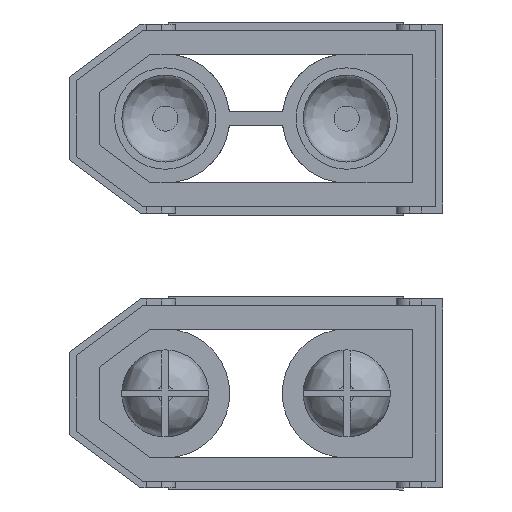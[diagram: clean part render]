
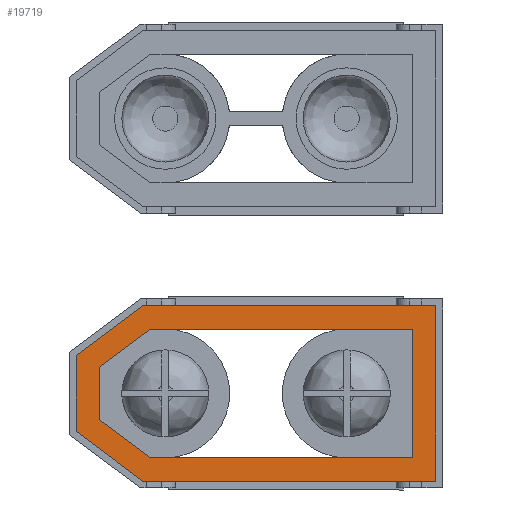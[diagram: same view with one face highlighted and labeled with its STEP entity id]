
A CAD part, front view. The second image highlights one B-rep face of the part: STEP entity #19719.
In plain terms, the highlighted planar face has unit normal (0, -1, 0).
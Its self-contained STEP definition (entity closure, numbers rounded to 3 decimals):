
#599=FACE_BOUND('',#3588,.T.);
#1990=PLANE('',#20793);
#2509=FACE_OUTER_BOUND('',#3587,.T.);
#3587=EDGE_LOOP('',(#14394,#14395,#14396,#14397,#14398,#14399));
#3588=EDGE_LOOP('',(#14400,#14401,#14402,#14403,#14404,#14405));
#4568=LINE('',#24729,#6324);
#4576=LINE('',#24744,#6332);
#4586=LINE('',#24769,#6342);
#4595=LINE('',#24786,#6351);
#4611=LINE('',#24819,#6367);
#4887=LINE('',#26441,#6643);
#4888=LINE('',#26443,#6644);
#4889=LINE('',#26445,#6645);
#4890=LINE('',#26447,#6646);
#4891=LINE('',#26449,#6647);
#4892=LINE('',#26450,#6648);
#4893=LINE('',#26451,#6649);
#6324=VECTOR('',#21473,10.);
#6332=VECTOR('',#21483,10.);
#6342=VECTOR('',#21505,10.);
#6351=VECTOR('',#21522,10.);
#6367=VECTOR('',#21542,10.);
#6643=VECTOR('',#21980,10.);
#6644=VECTOR('',#21981,10.);
#6645=VECTOR('',#21982,10.);
#6646=VECTOR('',#21983,10.);
#6647=VECTOR('',#21984,10.);
#6648=VECTOR('',#21985,10.);
#6649=VECTOR('',#21986,10.);
#8226=VERTEX_POINT('',#24726);
#8227=VERTEX_POINT('',#24728);
#8233=VERTEX_POINT('',#24742);
#8242=VERTEX_POINT('',#24768);
#8246=VERTEX_POINT('',#24785);
#8261=VERTEX_POINT('',#24818);
#8525=VERTEX_POINT('',#26439);
#8526=VERTEX_POINT('',#26440);
#8527=VERTEX_POINT('',#26442);
#8528=VERTEX_POINT('',#26444);
#8529=VERTEX_POINT('',#26446);
#8530=VERTEX_POINT('',#26448);
#10355=EDGE_CURVE('',#8227,#8226,#4568,.T.);
#10363=EDGE_CURVE('',#8226,#8233,#4576,.T.);
#10375=EDGE_CURVE('',#8242,#8227,#4586,.T.);
#10384=EDGE_CURVE('',#8246,#8242,#4595,.T.);
#10400=EDGE_CURVE('',#8261,#8246,#4611,.T.);
#10781=EDGE_CURVE('',#8525,#8526,#4887,.T.);
#10782=EDGE_CURVE('',#8527,#8526,#4888,.T.);
#10783=EDGE_CURVE('',#8528,#8527,#4889,.T.);
#10784=EDGE_CURVE('',#8528,#8529,#4890,.T.);
#10785=EDGE_CURVE('',#8529,#8530,#4891,.T.);
#10786=EDGE_CURVE('',#8530,#8525,#4892,.T.);
#10787=EDGE_CURVE('',#8233,#8261,#4893,.T.);
#14394=ORIENTED_EDGE('',*,*,#10781,.T.);
#14395=ORIENTED_EDGE('',*,*,#10782,.F.);
#14396=ORIENTED_EDGE('',*,*,#10783,.F.);
#14397=ORIENTED_EDGE('',*,*,#10784,.T.);
#14398=ORIENTED_EDGE('',*,*,#10785,.T.);
#14399=ORIENTED_EDGE('',*,*,#10786,.T.);
#14400=ORIENTED_EDGE('',*,*,#10384,.T.);
#14401=ORIENTED_EDGE('',*,*,#10375,.T.);
#14402=ORIENTED_EDGE('',*,*,#10355,.T.);
#14403=ORIENTED_EDGE('',*,*,#10363,.T.);
#14404=ORIENTED_EDGE('',*,*,#10787,.T.);
#14405=ORIENTED_EDGE('',*,*,#10400,.T.);
#19719=ADVANCED_FACE('',(#2509,#599),#1990,.T.);
#20793=AXIS2_PLACEMENT_3D('',#26438,#21978,#21979);
#21473=DIRECTION('',(0.,0.,-1.));
#21483=DIRECTION('',(-1.,0.,0.));
#21505=DIRECTION('',(1.,0.,0.));
#21522=DIRECTION('',(0.802,0.,0.597));
#21542=DIRECTION('',(0.,0.,1.));
#21978=DIRECTION('center_axis',(0.,-1.,0.));
#21979=DIRECTION('ref_axis',(0.,0.,
1.));
#21980=DIRECTION('',(0.802,0.,-0.597));
#21981=DIRECTION('',(-1.,0.,0.));
#21982=DIRECTION('',(0.,0.,-1.));
#21983=DIRECTION('',(-1.,0.,0.));
#21984=DIRECTION('',(-0.802,0.,-0.597));
#21985=DIRECTION('',(0.,0.,-1.));
#21986=DIRECTION('',(-0.802,0.,0.597));
#24726=CARTESIAN_POINT('',(-0.85,25.982,-5.925));
#24728=CARTESIAN_POINT('',(-0.85,25.982,-2.175));
#24729=CARTESIAN_POINT('',(-0.85,25.982,-4.937));
#24742=CARTESIAN_POINT('',(-8.481,25.982,-5.925));
#24744=CARTESIAN_POINT('',(-6.946,25.982,-5.925));
#24768=CARTESIAN_POINT('',(-8.481,25.982,-2.175));
#24769=CARTESIAN_POINT('',(-3.13,25.982,-2.175));
#24785=CARTESIAN_POINT('',(-9.97,25.982,-3.284));
#24786=CARTESIAN_POINT('',(-7.919,25.982,-1.756));
#24818=CARTESIAN_POINT('',(-9.97,25.982,-4.816));
#24819=CARTESIAN_POINT('',(-9.97,25.982,-3.617));
#26438=CARTESIAN_POINT('Origin',(-5.41,25.982,-3.95));
#26439=CARTESIAN_POINT('',(-10.645,25.982,-5.155));
#26440=CARTESIAN_POINT('',(-8.705,25.982,-6.6));
#26441=CARTESIAN_POINT('',(-8.28,25.982,-6.916));
#26442=CARTESIAN_POINT('',(-0.175,25.982,-6.6));
#26443=CARTESIAN_POINT('',(-2.748,25.982,-6.6));
#26444=CARTESIAN_POINT('',(-0.175,25.982,-1.5));
#26445=CARTESIAN_POINT('',(-0.175,25.982,-6.585));
#26446=CARTESIAN_POINT('',(-8.705,25.982,-1.5));
#26447=CARTESIAN_POINT('',(-7.058,25.982,-1.5));
#26448=CARTESIAN_POINT('',(-10.645,25.982,-2.945));
#26449=CARTESIAN_POINT('',(-9.202,25.982,-1.87));
#26450=CARTESIAN_POINT('',(-10.645,25.982,-4.552));
#26451=CARTESIAN_POINT('',(-8.711,25.982,-5.754));
